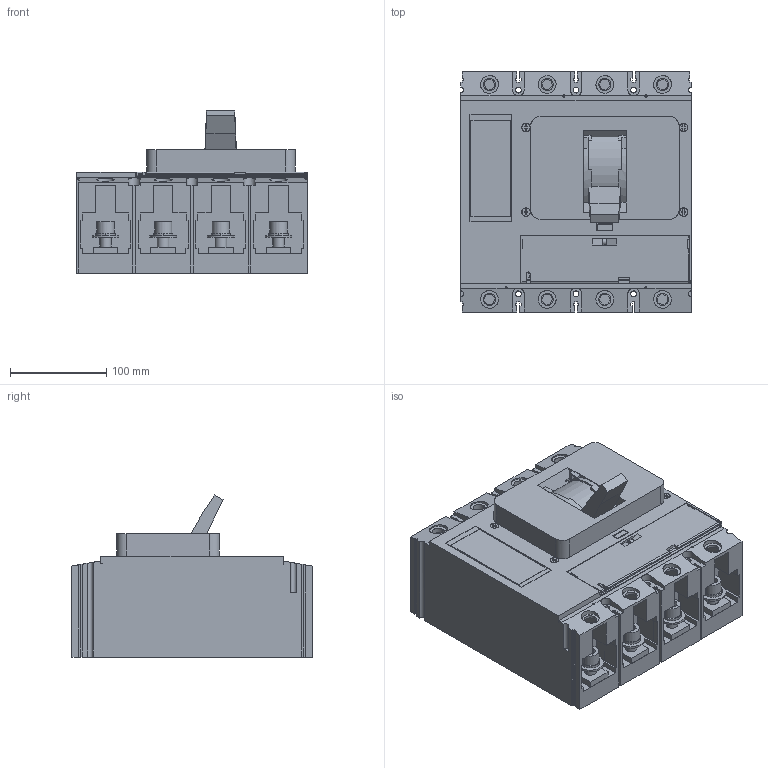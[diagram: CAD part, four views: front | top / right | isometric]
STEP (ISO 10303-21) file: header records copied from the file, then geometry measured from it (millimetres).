
FILE_DESCRIPTION((''),'2;1');
FILE_NAME('FRAME4TM-4P-3D_ASM','2022-04-29T19:13:56',('SESA644935'),('Schneider-Electric'),'CREO PARAMETRIC BY PTC INC, 2021284','CREO PARAMETRIC BY PTC INC, 2021284','');
FILE_SCHEMA(('CONFIG_CONTROL_DESIGN','SHAPE_APPEARANCE_LAYERS_GROUPS'));
Length unit declared in the file: millimetre
Products named in the file (5): FRAME4TM-4P; DOOR; FRAME4-TOGGLE-3D; FRAME4-TOGGLE-3D_ASM; FRAME4TM-4P-3D_ASM
Assembly tree (4 placements, depth 3):
  FRAME4TM-4P-3D_ASM
    FRAME4TM-4P
    DOOR
    FRAME4-TOGGLE-3D_ASM
      FRAME4-TOGGLE-3D
Bounding box: 240 x 251.6 x 168.66 mm (x, y, z)
Volume: 5924190.7 mm3; surface area: 405765.2 mm2
Topology: 3 solids, 3 shells, 1064 faces, 2814 edges, 1866 vertices
Faces by surface type: plane 754, cylinder 306, cone 4
Entity records: 45243 total; most frequent: CARTESIAN_POINT 6237, ORIENTED_EDGE 5628, DIRECTION 5528, PRESENTATION_STYLE_ASSIGNMENT 2897, EDGE_CURVE 2814, STYLED_ITEM 2601, CURVE_STYLE 2486, VECTOR 2156
